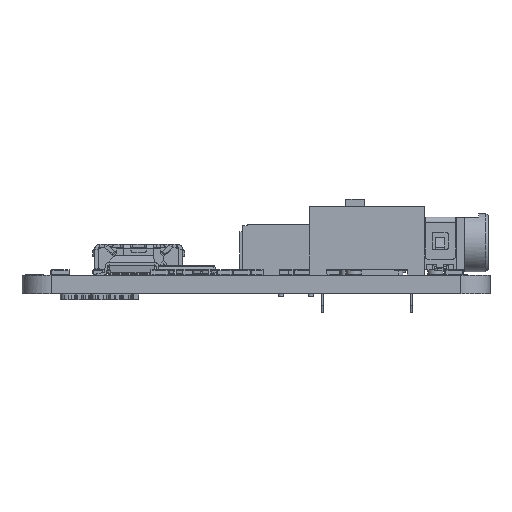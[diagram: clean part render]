
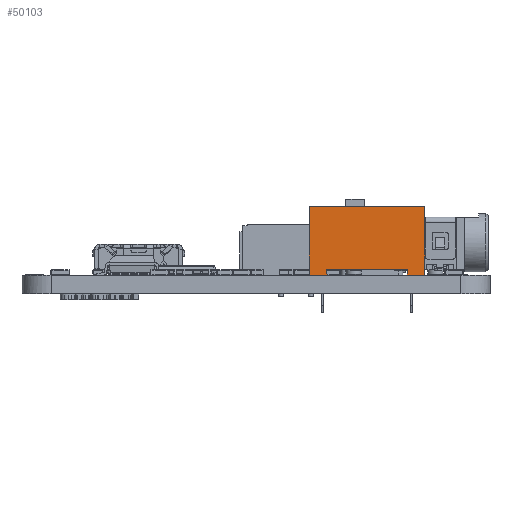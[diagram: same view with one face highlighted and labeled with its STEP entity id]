
A CAD part, front view. The second image highlights one B-rep face of the part: STEP entity #50103.
In plain terms, the highlighted free-form (B-spline) face has degree [1, 1] with [2, 2] control points.
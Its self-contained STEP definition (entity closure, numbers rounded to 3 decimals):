
#49675 = VERTEX_POINT('',#49676);
#49676 = CARTESIAN_POINT('',(18.413,-27.548,
    0.712));
#49681 = EDGE_CURVE('',#49682,#49675,#49684,.T.);
#49682 = VERTEX_POINT('',#49683);
#49683 = CARTESIAN_POINT('',(8.591,-27.548,
    0.712));
#49684 = B_SPLINE_CURVE_WITH_KNOTS('',1,(#49685,#49686),.UNSPECIFIED.,
  .F.,.F.,(2,2),(0.,6.9),.PIECEWISE_BEZIER_KNOTS.);
#49685 = CARTESIAN_POINT('',(8.591,-27.548,
    0.712));
#49686 = CARTESIAN_POINT('',(18.413,-27.548,
    0.712));
#49896 = VERTEX_POINT('',#49897);
#49897 = CARTESIAN_POINT('',(20.548,-27.548,
    0.));
#49920 = VERTEX_POINT('',#49921);
#49921 = CARTESIAN_POINT('',(20.548,-27.548,
    8.327));
#49926 = EDGE_CURVE('',#49896,#49920,#49927,.T.);
#49927 = B_SPLINE_CURVE_WITH_KNOTS('',1,(#49928,#49929),.UNSPECIFIED.,
  .F.,.F.,(2,2),(0.,5.85),.PIECEWISE_BEZIER_KNOTS.);
#49928 = CARTESIAN_POINT('',(20.548,-27.548,
    0.));
#49929 = CARTESIAN_POINT('',(20.548,-27.548,
    8.327));
#50036 = VERTEX_POINT('',#50037);
#50037 = CARTESIAN_POINT('',(6.455,-27.548,
    0.));
#50042 = EDGE_CURVE('',#50036,#50043,#50045,.T.);
#50043 = VERTEX_POINT('',#50044);
#50044 = CARTESIAN_POINT('',(6.455,-27.548,
    8.327));
#50045 = B_SPLINE_CURVE_WITH_KNOTS('',1,(#50046,#50047),.UNSPECIFIED.,
  .F.,.F.,(2,2),(0.,5.85),.PIECEWISE_BEZIER_KNOTS.);
#50046 = CARTESIAN_POINT('',(6.455,-27.548,
    0.));
#50047 = CARTESIAN_POINT('',(6.455,-27.548,
    8.327));
#50086 = VERTEX_POINT('',#50087);
#50087 = CARTESIAN_POINT('',(8.591,-27.548,
    0.));
#50094 = EDGE_CURVE('',#49682,#50086,#50095,.T.);
#50095 = B_SPLINE_CURVE_WITH_KNOTS('',1,(#50096,#50097),.UNSPECIFIED.,
  .F.,.F.,(2,2),(0.,0.5),.PIECEWISE_BEZIER_KNOTS.);
#50096 = CARTESIAN_POINT('',(8.591,-27.548,
    0.712));
#50097 = CARTESIAN_POINT('',(8.591,-27.548,
    0.));
#50103 = ADVANCED_FACE('',(#50104),#50132,.F.);
#50104 = FACE_BOUND('',#50105,.T.);
#50105 = EDGE_LOOP('',(#50106,#50111,#50112,#50113,#50120,#50125,#50126,
    #50131));
#50106 = ORIENTED_EDGE('',*,*,#50107,.T.);
#50107 = EDGE_CURVE('',#50036,#50086,#50108,.T.);
#50108 = B_SPLINE_CURVE_WITH_KNOTS('',1,(#50109,#50110),.UNSPECIFIED.,
  .F.,.F.,(2,2),(0.,1.5),.PIECEWISE_BEZIER_KNOTS.);
#50109 = CARTESIAN_POINT('',(6.455,-27.548,
    0.));
#50110 = CARTESIAN_POINT('',(8.591,-27.548,
    0.));
#50111 = ORIENTED_EDGE('',*,*,#50094,.F.);
#50112 = ORIENTED_EDGE('',*,*,#49681,.T.);
#50113 = ORIENTED_EDGE('',*,*,#50114,.F.);
#50114 = EDGE_CURVE('',#50115,#49675,#50117,.T.);
#50115 = VERTEX_POINT('',#50116);
#50116 = CARTESIAN_POINT('',(18.413,-27.548,
    0.));
#50117 = B_SPLINE_CURVE_WITH_KNOTS('',1,(#50118,#50119),.UNSPECIFIED.,
  .F.,.F.,(2,2),(0.,0.5),.PIECEWISE_BEZIER_KNOTS.);
#50118 = CARTESIAN_POINT('',(18.413,-27.548,
    0.));
#50119 = CARTESIAN_POINT('',(18.413,-27.548,
    0.712));
#50120 = ORIENTED_EDGE('',*,*,#50121,.T.);
#50121 = EDGE_CURVE('',#50115,#49896,#50122,.T.);
#50122 = B_SPLINE_CURVE_WITH_KNOTS('',1,(#50123,#50124),.UNSPECIFIED.,
  .F.,.F.,(2,2),(0.,1.5),.PIECEWISE_BEZIER_KNOTS.);
#50123 = CARTESIAN_POINT('',(18.413,-27.548,
    0.));
#50124 = CARTESIAN_POINT('',(20.548,-27.548,
    0.));
#50125 = ORIENTED_EDGE('',*,*,#49926,.T.);
#50126 = ORIENTED_EDGE('',*,*,#50127,.F.);
#50127 = EDGE_CURVE('',#50043,#49920,#50128,.T.);
#50128 = B_SPLINE_CURVE_WITH_KNOTS('',1,(#50129,#50130),.UNSPECIFIED.,
  .F.,.F.,(2,2),(0.,9.9),.PIECEWISE_BEZIER_KNOTS.);
#50129 = CARTESIAN_POINT('',(6.455,-27.548,
    8.327));
#50130 = CARTESIAN_POINT('',(20.548,-27.548,
    8.327));
#50131 = ORIENTED_EDGE('',*,*,#50042,.F.);
#50132 = B_SPLINE_SURFACE_WITH_KNOTS('',1,1,(
    (#50133,#50134)
    ,(#50135,#50136
    )),.UNSPECIFIED.,.F.,.F.,.F.,(2,2),(2,2),(0.,5.85),(-4.95,4.95),
  .PIECEWISE_BEZIER_KNOTS.);
#50133 = CARTESIAN_POINT('',(20.548,-27.548,
    8.327));
#50134 = CARTESIAN_POINT('',(6.455,-27.548,
    8.327));
#50135 = CARTESIAN_POINT('',(20.548,-27.548,
    0.));
#50136 = CARTESIAN_POINT('',(6.455,-27.548,
    0.));
